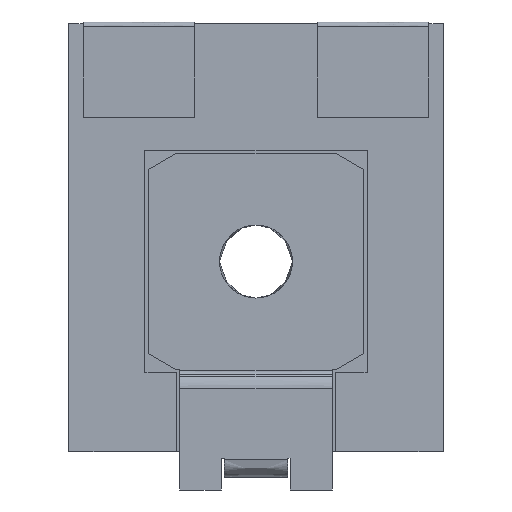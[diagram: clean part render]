
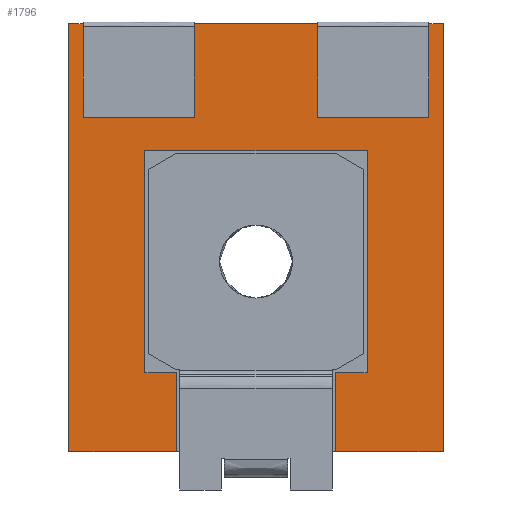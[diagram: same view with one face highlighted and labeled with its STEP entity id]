
A CAD part, front view. The second image highlights one B-rep face of the part: STEP entity #1796.
In plain terms, the highlighted free-form (B-spline) face has degree [1, 1] with [2, 2] control points.
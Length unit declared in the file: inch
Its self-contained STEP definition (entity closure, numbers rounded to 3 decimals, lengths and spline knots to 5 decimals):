
#100=DIRECTION('',(0.,0.,-1.));
#101=VECTOR('',#100,0.0004);
#102=CARTESIAN_POINT('',(-0.0545,0.,0.075));
#103=LINE('',#102,#101);
#104=DIRECTION('',(1.,0.,0.));
#105=VECTOR('',#104,0.035);
#106=CARTESIAN_POINT('',(-0.0545,0.,0.0746));
#107=LINE('',#106,#105);
#108=DIRECTION('',(0.,0.,-1.));
#109=VECTOR('',#108,0.0004);
#110=CARTESIAN_POINT('',(-0.0195,0.,0.075));
#111=LINE('',#110,#109);
#112=DIRECTION('',(1.,0.,0.));
#113=VECTOR('',#112,0.039);
#114=CARTESIAN_POINT('',(-0.0195,0.,0.075));
#115=LINE('',#114,#113);
#116=DIRECTION('',(0.,0.,-1.));
#117=VECTOR('',#116,0.0004);
#118=CARTESIAN_POINT('',(0.0195,0.,0.075));
#119=LINE('',#118,#117);
#120=DIRECTION('',(1.,0.,0.));
#121=VECTOR('',#120,0.035);
#122=CARTESIAN_POINT('',(0.0195,0.,0.0746));
#123=LINE('',#122,#121);
#124=DIRECTION('',(0.,0.,-1.));
#125=VECTOR('',#124,0.0004);
#126=CARTESIAN_POINT('',(0.0545,0.,0.075));
#127=LINE('',#126,#125);
#128=DIRECTION('',(1.,0.,0.));
#129=VECTOR('',#128,0.0045);
#130=CARTESIAN_POINT('',(0.0545,0.,0.075));
#131=LINE('',#130,#129);
#132=DIRECTION('',(0.,0.,-1.));
#133=VECTOR('',#132,0.135);
#134=CARTESIAN_POINT('',(0.059,0.,0.075));
#135=LINE('',#134,#133);
#136=DIRECTION('',(-1.,0.,0.));
#137=VECTOR('',#136,0.034);
#138=CARTESIAN_POINT('',(0.059,0.,-0.06));
#139=LINE('',#138,#137);
#140=DIRECTION('',(0.,0.,1.));
#141=VECTOR('',#140,0.025);
#142=CARTESIAN_POINT('',(0.025,0.,-0.06));
#143=LINE('',#142,#141);
#144=DIRECTION('',(1.,0.,0.));
#145=VECTOR('',#144,0.01);
#146=CARTESIAN_POINT('',(0.025,0.,-0.035));
#147=LINE('',#146,#145);
#148=DIRECTION('',(0.,0.,1.));
#149=VECTOR('',#148,0.07);
#150=CARTESIAN_POINT('',(0.035,0.,-0.035));
#151=LINE('',#150,#149);
#152=DIRECTION('',(-1.,0.,0.));
#153=VECTOR('',#152,0.07);
#154=CARTESIAN_POINT('',(0.035,0.,0.035));
#155=LINE('',#154,#153);
#156=DIRECTION('',(0.,0.,-1.));
#157=VECTOR('',#156,0.07);
#158=CARTESIAN_POINT('',(-0.035,0.,0.035));
#159=LINE('',#158,#157);
#160=DIRECTION('',(1.,0.,0.));
#161=VECTOR('',#160,0.01);
#162=CARTESIAN_POINT('',(-0.035,0.,-0.035));
#163=LINE('',#162,#161);
#164=DIRECTION('',(0.,0.,1.));
#165=VECTOR('',#164,0.025);
#166=CARTESIAN_POINT('',(-0.025,0.,-0.06));
#167=LINE('',#166,#165);
#168=DIRECTION('',(-1.,0.,0.));
#169=VECTOR('',#168,0.034);
#170=CARTESIAN_POINT('',(-0.025,0.,-0.06));
#171=LINE('',#170,#169);
#172=DIRECTION('',(0.,0.,1.));
#173=VECTOR('',#172,0.135);
#174=CARTESIAN_POINT('',(-0.059,0.,-0.06));
#175=LINE('',#174,#173);
#176=DIRECTION('',(1.,0.,0.));
#177=VECTOR('',#176,0.0045);
#178=CARTESIAN_POINT('',(-0.059,0.,0.075));
#179=LINE('',#178,#177);
#1292=CARTESIAN_POINT('',(-0.059,0.,-0.06));
#1293=CARTESIAN_POINT('',(-0.059,0.,0.075));
#1294=VERTEX_POINT('',#1292);
#1295=VERTEX_POINT('',#1293);
#1296=CARTESIAN_POINT('',(0.059,0.,0.075));
#1297=CARTESIAN_POINT('',(0.059,0.,-0.06));
#1298=VERTEX_POINT('',#1296);
#1299=VERTEX_POINT('',#1297);
#1312=CARTESIAN_POINT('',(0.025,0.,-0.06));
#1313=CARTESIAN_POINT('',(0.025,0.,-0.035));
#1314=VERTEX_POINT('',#1312);
#1315=VERTEX_POINT('',#1313);
#1316=CARTESIAN_POINT('',(0.035,0.,0.035));
#1317=CARTESIAN_POINT('',(-0.035,0.,0.035));
#1318=VERTEX_POINT('',#1316);
#1319=VERTEX_POINT('',#1317);
#1320=CARTESIAN_POINT('',(-0.025,0.,-0.06));
#1321=CARTESIAN_POINT('',(-0.025,0.,-0.035));
#1322=VERTEX_POINT('',#1320);
#1323=VERTEX_POINT('',#1321);
#1336=CARTESIAN_POINT('',(0.035,0.,-0.035));
#1337=VERTEX_POINT('',#1336);
#1338=CARTESIAN_POINT('',(-0.035,0.,-0.035));
#1339=VERTEX_POINT('',#1338);
#1618=CARTESIAN_POINT('',(-0.0545,0.,0.075));
#1619=CARTESIAN_POINT('',(-0.0545,0.,0.0746));
#1620=VERTEX_POINT('',#1618);
#1621=VERTEX_POINT('',#1619);
#1622=CARTESIAN_POINT('',(-0.0195,0.,0.075));
#1623=CARTESIAN_POINT('',(-0.0195,0.,0.0746));
#1624=VERTEX_POINT('',#1622);
#1625=VERTEX_POINT('',#1623);
#1626=CARTESIAN_POINT('',(0.0545,0.,0.075));
#1627=CARTESIAN_POINT('',(0.0545,0.,0.0746));
#1628=VERTEX_POINT('',#1626);
#1629=VERTEX_POINT('',#1627);
#1630=CARTESIAN_POINT('',(0.0195,0.,0.075));
#1631=CARTESIAN_POINT('',(0.0195,0.,0.0746));
#1632=VERTEX_POINT('',#1630);
#1633=VERTEX_POINT('',#1631);
#1750=CARTESIAN_POINT('',(-0.06136,0.,0.0777));
#1751=CARTESIAN_POINT('',(-0.06136,0.,-0.0627));
#1752=CARTESIAN_POINT('',(0.06136,0.,0.0777));
#1753=CARTESIAN_POINT('',(0.06136,0.,-0.0627));
#1754=B_SPLINE_SURFACE_WITH_KNOTS('',1,1,((#1750,#1751),(#1752,#1753)),
.UNSPECIFIED.,.F.,.F.,.F.,(2,2),(2,2),(-0.06136,0.06136),(-0.0777,0.0627),
.UNSPECIFIED.);
#1756=ORIENTED_EDGE('',*,*,#1755,.T.);
#1758=ORIENTED_EDGE('',*,*,#1757,.T.);
#1760=ORIENTED_EDGE('',*,*,#1759,.F.);
#1762=ORIENTED_EDGE('',*,*,#1761,.T.);
#1764=ORIENTED_EDGE('',*,*,#1763,.T.);
#1766=ORIENTED_EDGE('',*,*,#1765,.T.);
#1768=ORIENTED_EDGE('',*,*,#1767,.F.);
#1770=ORIENTED_EDGE('',*,*,#1769,.T.);
#1772=ORIENTED_EDGE('',*,*,#1771,.T.);
#1774=ORIENTED_EDGE('',*,*,#1773,.T.);
#1776=ORIENTED_EDGE('',*,*,#1775,.T.);
#1778=ORIENTED_EDGE('',*,*,#1777,.T.);
#1780=ORIENTED_EDGE('',*,*,#1779,.T.);
#1782=ORIENTED_EDGE('',*,*,#1781,.T.);
#1784=ORIENTED_EDGE('',*,*,#1783,.T.);
#1786=ORIENTED_EDGE('',*,*,#1785,.T.);
#1787=ORIENTED_EDGE('',*,*,#1740,.F.);
#1789=ORIENTED_EDGE('',*,*,#1788,.T.);
#1791=ORIENTED_EDGE('',*,*,#1790,.T.);
#1793=ORIENTED_EDGE('',*,*,#1792,.T.);
#1794=EDGE_LOOP('',(#1756,#1758,#1760,#1762,#1764,#1766,#1768,#1770,#1772,#1774,
#1776,#1778,#1780,#1782,#1784,#1786,#1787,#1789,#1791,#1793));
#1795=FACE_OUTER_BOUND('',#1794,.F.);
#1796=ADVANCED_FACE('',(#1795),#1754,.F.);
#1740=EDGE_CURVE('',#1322,#1323,#167,.T.);
#1755=EDGE_CURVE('',#1620,#1621,#103,.T.);
#1757=EDGE_CURVE('',#1621,#1625,#107,.T.);
#1759=EDGE_CURVE('',#1624,#1625,#111,.T.);
#1761=EDGE_CURVE('',#1624,#1632,#115,.T.);
#1763=EDGE_CURVE('',#1632,#1633,#119,.T.);
#1765=EDGE_CURVE('',#1633,#1629,#123,.T.);
#1767=EDGE_CURVE('',#1628,#1629,#127,.T.);
#1769=EDGE_CURVE('',#1628,#1298,#131,.T.);
#1771=EDGE_CURVE('',#1298,#1299,#135,.T.);
#1773=EDGE_CURVE('',#1299,#1314,#139,.T.);
#1775=EDGE_CURVE('',#1314,#1315,#143,.T.);
#1777=EDGE_CURVE('',#1315,#1337,#147,.T.);
#1779=EDGE_CURVE('',#1337,#1318,#151,.T.);
#1781=EDGE_CURVE('',#1318,#1319,#155,.T.);
#1783=EDGE_CURVE('',#1319,#1339,#159,.T.);
#1785=EDGE_CURVE('',#1339,#1323,#163,.T.);
#1788=EDGE_CURVE('',#1322,#1294,#171,.T.);
#1790=EDGE_CURVE('',#1294,#1295,#175,.T.);
#1792=EDGE_CURVE('',#1295,#1620,#179,.T.);
